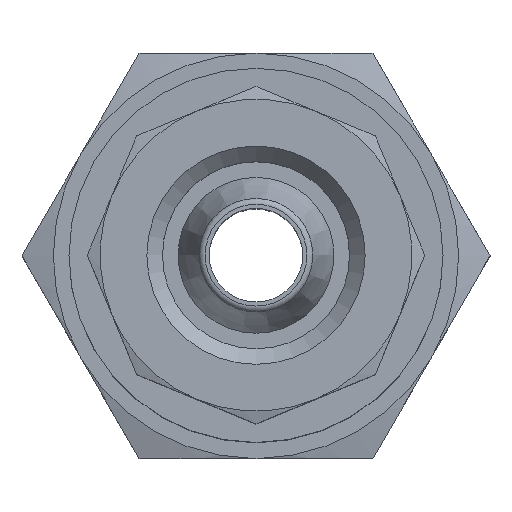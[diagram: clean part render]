
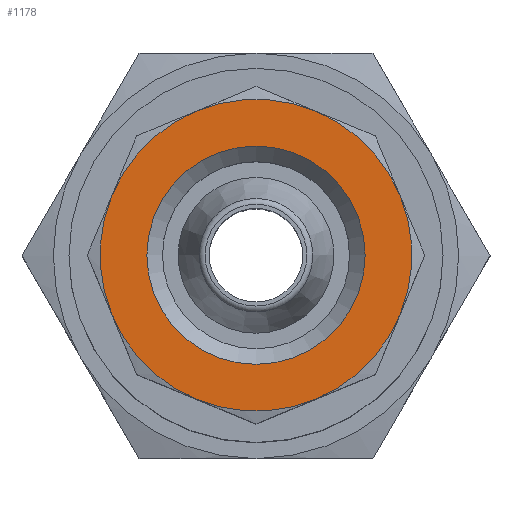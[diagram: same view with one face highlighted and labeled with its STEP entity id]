
A CAD part, top view. The second image highlights one B-rep face of the part: STEP entity #1178.
In plain terms, the highlighted planar face has unit normal (0, 0, 1).
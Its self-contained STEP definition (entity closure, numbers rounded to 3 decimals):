
#152=PLANE('',#1326);
#242=FACE_BOUND('',#441,.T.);
#313=FACE_OUTER_BOUND('',#440,.T.);
#440=EDGE_LOOP('',(#999,#1000,#1001,#1002,#1003,#1004,#1005,#1006));
#441=EDGE_LOOP('',(#1007));
#533=CIRCLE('',#1325,3.5);
#534=CIRCLE('',#1327,5.);
#535=CIRCLE('',#1328,5.);
#536=CIRCLE('',#1329,5.);
#537=CIRCLE('',#1330,5.);
#538=CIRCLE('',#1331,5.);
#539=CIRCLE('',#1332,5.);
#540=CIRCLE('',#1333,5.);
#541=CIRCLE('',#1334,5.);
#628=VERTEX_POINT('',#2101);
#629=VERTEX_POINT('',#2104);
#630=VERTEX_POINT('',#2105);
#631=VERTEX_POINT('',#2107);
#632=VERTEX_POINT('',#2109);
#633=VERTEX_POINT('',#2111);
#634=VERTEX_POINT('',#2113);
#635=VERTEX_POINT('',#2115);
#636=VERTEX_POINT('',#2117);
#758=EDGE_CURVE('',#628,#628,#533,.T.);
#759=EDGE_CURVE('',#629,#630,#534,.T.);
#760=EDGE_CURVE('',#631,#629,#535,.T.);
#761=EDGE_CURVE('',#632,#631,#536,.T.);
#762=EDGE_CURVE('',#633,#632,#537,.T.);
#763=EDGE_CURVE('',#634,#633,#538,.T.);
#764=EDGE_CURVE('',#635,#634,#539,.T.);
#765=EDGE_CURVE('',#636,#635,#540,.T.);
#766=EDGE_CURVE('',#630,#636,#541,.T.);
#999=ORIENTED_EDGE('',*,*,#759,.F.);
#1000=ORIENTED_EDGE('',*,*,#760,.F.);
#1001=ORIENTED_EDGE('',*,*,#761,.F.);
#1002=ORIENTED_EDGE('',*,*,#762,.F.);
#1003=ORIENTED_EDGE('',*,*,#763,.F.);
#1004=ORIENTED_EDGE('',*,*,#764,.F.);
#1005=ORIENTED_EDGE('',*,*,#765,.F.);
#1006=ORIENTED_EDGE('',*,*,#766,.F.);
#1007=ORIENTED_EDGE('',*,*,#758,.T.);
#1178=ADVANCED_FACE('',(#313,#242),#152,.T.);
#1325=AXIS2_PLACEMENT_3D('',#2102,#1616,#1617);
#1326=AXIS2_PLACEMENT_3D('',#2103,#1618,#1619);
#1327=AXIS2_PLACEMENT_3D('',#2106,#1620,#1621);
#1328=AXIS2_PLACEMENT_3D('',#2108,#1622,#1623);
#1329=AXIS2_PLACEMENT_3D('',#2110,#1624,#1625);
#1330=AXIS2_PLACEMENT_3D('',#2112,#1626,#1627);
#1331=AXIS2_PLACEMENT_3D('',#2114,#1628,#1629);
#1332=AXIS2_PLACEMENT_3D('',#2116,#1630,#1631);
#1333=AXIS2_PLACEMENT_3D('',#2118,#1632,#1633);
#1334=AXIS2_PLACEMENT_3D('',#2119,#1634,#1635);
#1616=DIRECTION('center_axis',(0.,0.,-1.));
#1617=DIRECTION('ref_axis',(0.,1.,0.));
#1618=DIRECTION('center_axis',(0.,0.,1.));
#1619=DIRECTION('ref_axis',(1.,0.,0.));
#1620=DIRECTION('center_axis',(0.,0.,-1.));
#1621=DIRECTION('ref_axis',(0.,-1.,0.));
#1622=DIRECTION('center_axis',(0.,0.,-1.));
#1623=DIRECTION('ref_axis',(0.,-1.,0.));
#1624=DIRECTION('center_axis',(0.,0.,-1.));
#1625=DIRECTION('ref_axis',(0.,-1.,0.));
#1626=DIRECTION('center_axis',(0.,0.,-1.));
#1627=DIRECTION('ref_axis',(0.,-1.,0.));
#1628=DIRECTION('center_axis',(0.,0.,-1.));
#1629=DIRECTION('ref_axis',(0.,-1.,0.));
#1630=DIRECTION('center_axis',(0.,0.,-1.));
#1631=DIRECTION('ref_axis',(0.,-1.,0.));
#1632=DIRECTION('center_axis',(0.,0.,-1.));
#1633=DIRECTION('ref_axis',(0.,-1.,0.));
#1634=DIRECTION('center_axis',(0.,0.,-1.));
#1635=DIRECTION('ref_axis',(0.,-1.,0.));
#2101=CARTESIAN_POINT('',(39.377,3.5,53.624));
#2102=CARTESIAN_POINT('Origin',(39.377,0.,53.624));
#2103=CARTESIAN_POINT('Origin',(41.29,-4.619,53.624));
#2104=CARTESIAN_POINT('',(43.996,-1.913,53.624));
#2105=CARTESIAN_POINT('',(41.29,-4.619,53.624));
#2106=CARTESIAN_POINT('Origin',(39.377,0.,53.624));
#2107=CARTESIAN_POINT('',(43.996,1.913,53.624));
#2108=CARTESIAN_POINT('Origin',(39.377,0.,53.624));
#2109=CARTESIAN_POINT('',(41.29,4.619,53.624));
#2110=CARTESIAN_POINT('Origin',(39.377,0.,53.624));
#2111=CARTESIAN_POINT('',(37.463,4.619,53.624));
#2112=CARTESIAN_POINT('Origin',(39.377,0.,53.624));
#2113=CARTESIAN_POINT('',(34.757,1.913,53.624));
#2114=CARTESIAN_POINT('Origin',(39.377,0.,53.624));
#2115=CARTESIAN_POINT('',(34.757,-1.913,53.624));
#2116=CARTESIAN_POINT('Origin',(39.377,0.,53.624));
#2117=CARTESIAN_POINT('',(37.463,-4.619,53.624));
#2118=CARTESIAN_POINT('Origin',(39.377,0.,53.624));
#2119=CARTESIAN_POINT('Origin',(39.377,0.,53.624));
